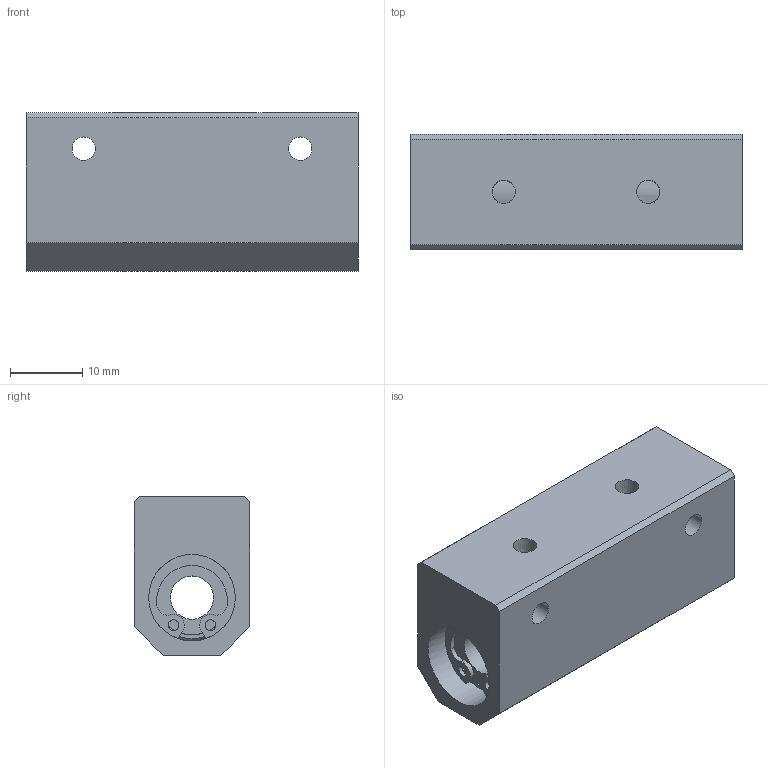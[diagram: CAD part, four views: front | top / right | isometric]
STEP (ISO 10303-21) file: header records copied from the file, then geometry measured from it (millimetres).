
FILE_DESCRIPTION((''),'2;1');
FILE_NAME('CHW6.stp','2011-10-24T13:26:35',('y'),(''),'Autodesk Inventor 11','Autodesk Inventor 11','');
FILE_SCHEMA(('AUTOMOTIVE_DESIGN { 1 0 10303 214 1 1 1 1 }'));
Length unit declared in the file: millimetre
Products named in the file (1): CHW6
Bounding box: 46 x 16 x 22 mm (x, y, z)
Volume: 12839.3 mm3; surface area: 6223.6 mm2
Topology: 1 solids, 6 shells, 82 faces, 196 edges, 125 vertices
Faces by surface type: bspline 38, plane 24, cylinder 20
Full cylindrical faces by diameter (mm): 1.5 x2, 6 x1, 10.3 x2, 11.5 x2, 12 x7
Entity records: 2611 total; most frequent: CARTESIAN_POINT 911, DIRECTION 332, ORIENTED_EDGE 302, EDGE_CURVE 151, EDGE_LOOP 140, AXIS2_PLACEMENT_3D 138, VERTEX_POINT 111, CIRCLE 93
